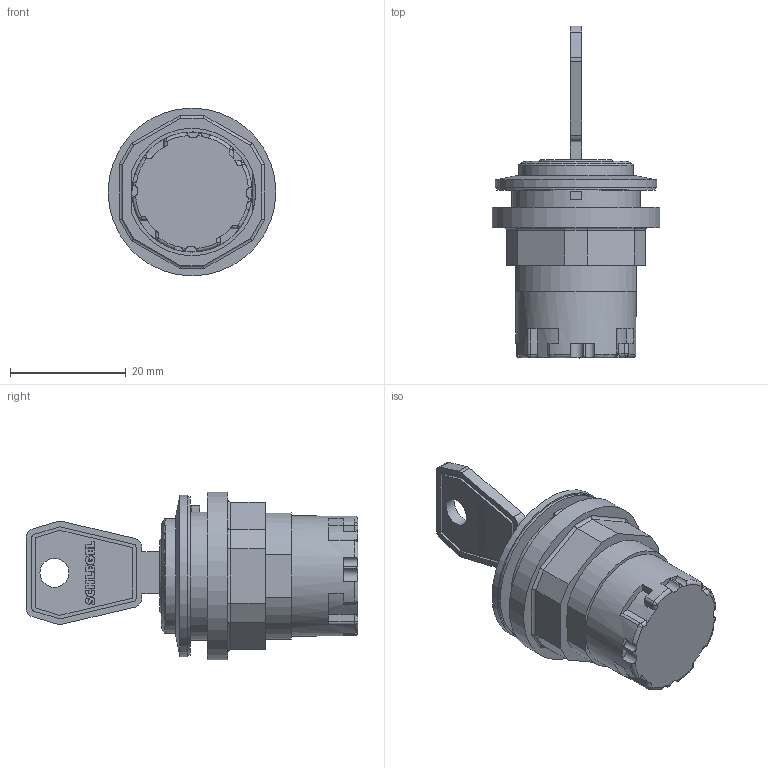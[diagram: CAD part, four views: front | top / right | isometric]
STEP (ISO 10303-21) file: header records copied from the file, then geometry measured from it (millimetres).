
FILE_DESCRIPTION(/* description */ (''),/* implementation_level */ '2;1');
FILE_NAME(/* name */ 'JR(M)SSA12E.stp',/* time_stamp */ '2018-02-19T07:28:42+01:00',/* author */ ('thagel'),/* organization */ (''),/* preprocessor_version */ 'ST-DEVELOPER v16.1',/* originating_system */ 'Autodesk Inventor 2016',/* authorisation */ '');
FILE_SCHEMA (('AUTOMOTIVE_DESIGN { 1 0 10303 214 3 1 1 }'));
Products named in the file (1): JR(M)SSA12E
Bounding box: 29 x 57.35 x 29 mm (x, y, z)
Volume: 14191.5 mm3; surface area: 9428.8 mm2
Topology: 3 solids, 10 shells, 1052 faces, 3123 edges, 2016 vertices
Faces by surface type: plane 718, cylinder 194, bspline 72, torus 45, cone 15, sphere 8
Full cylindrical faces by diameter (mm): 5 x1, 12.9 x1, 13.05 x1, 16 x1, 16.05 x1, 17.945 x4, 18.2 x1, 18.4 x1, 18.6 x2, 19.85 x1, 20.05 x1, 20.75 x1, 22.2 x1, 22.5 x1, 25.3 x1, 27.4 x1, 27.9 x1, 29 x1
Entity records: 46935 total; most frequent: CARTESIAN_POINT 19949, ORIENTED_EDGE 6054, DIRECTION 4852, EDGE_CURVE 2994, LINE 2114, VECTOR 2114, VERTEX_POINT 1953, AXIS2_PLACEMENT_3D 1369
